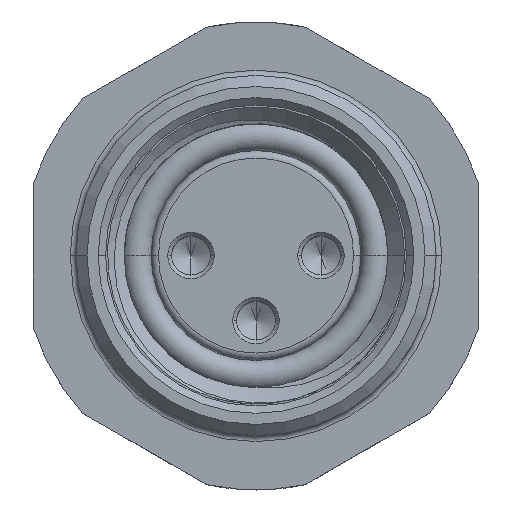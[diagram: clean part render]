
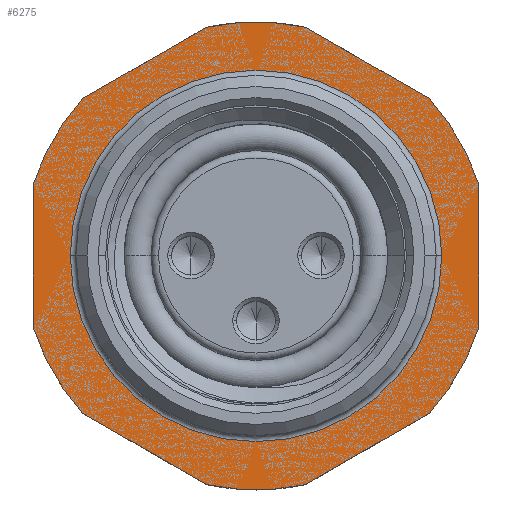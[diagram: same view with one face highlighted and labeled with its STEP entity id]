
A CAD part, top view. The second image highlights one B-rep face of the part: STEP entity #6275.
In plain terms, the highlighted planar face has unit normal (0, 0, 1).
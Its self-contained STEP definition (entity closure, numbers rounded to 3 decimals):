
#4010=CARTESIAN_POINT('',(0.,0.,-0.3));
#4011=DIRECTION('',(0.,0.,1.));
#4012=DIRECTION('',(0.212,0.977,0.));
#4013=AXIS2_PLACEMENT_3D('',#4010,#4011,#4012);
#4015=DIRECTION('',(-0.866,0.5,0.));
#4016=VECTOR('',#4015,3.842);
#4017=CARTESIAN_POINT('',(4.664,4.236,-0.3));
#4018=LINE('',#4017,#4016);
#4019=CARTESIAN_POINT('',(0.,0.,-0.3));
#4020=DIRECTION('',(0.,0.,1.));
#4021=DIRECTION('',(0.952,0.305,0.));
#4022=AXIS2_PLACEMENT_3D('',#4019,#4020,#4021);
#4024=DIRECTION('',(0.,1.,0.));
#4025=VECTOR('',#4024,3.842);
#4026=CARTESIAN_POINT('',(6.,-1.921,-0.3));
#4027=LINE('',#4026,#4025);
#4028=CARTESIAN_POINT('',(0.,0.,-0.3));
#4029=DIRECTION('',(0.,0.,1.));
#4030=DIRECTION('',(0.74,-0.672,0.));
#4031=AXIS2_PLACEMENT_3D('',#4028,#4029,#4030);
#4033=DIRECTION('',(0.866,0.5,0.));
#4034=VECTOR('',#4033,3.842);
#4035=CARTESIAN_POINT('',(1.336,-6.157,-0.3));
#4036=LINE('',#4035,#4034);
#4037=CARTESIAN_POINT('',(0.,0.,-0.3));
#4038=DIRECTION('',(0.,0.,1.));
#4039=DIRECTION('',(-0.212,-0.977,0.));
#4040=AXIS2_PLACEMENT_3D('',#4037,#4038,#4039);
#4042=DIRECTION('',(0.866,-0.5,0.));
#4043=VECTOR('',#4042,3.842);
#4044=CARTESIAN_POINT('',(-4.664,-4.236,-0.3));
#4045=LINE('',#4044,#4043);
#4046=CARTESIAN_POINT('',(0.,0.,-0.3));
#4047=DIRECTION('',(0.,0.,1.));
#4048=DIRECTION('',(-0.952,-0.305,0.));
#4049=AXIS2_PLACEMENT_3D('',#4046,#4047,#4048);
#4051=DIRECTION('',(0.,-1.,0.));
#4052=VECTOR('',#4051,3.842);
#4053=CARTESIAN_POINT('',(-6.,1.921,-0.3));
#4054=LINE('',#4053,#4052);
#4055=CARTESIAN_POINT('',(0.,0.,-0.3));
#4056=DIRECTION('',(0.,0.,1.));
#4057=DIRECTION('',(-0.74,0.672,0.));
#4058=AXIS2_PLACEMENT_3D('',#4055,#4056,#4057);
#4060=DIRECTION('',(-0.866,-0.5,0.));
#4061=VECTOR('',#4060,3.842);
#4062=CARTESIAN_POINT('',(-1.336,6.157,-0.3));
#4063=LINE('',#4062,#4061);
#4064=CARTESIAN_POINT('',(0.,0.,-0.3));
#4065=DIRECTION('',(0.,0.,1.));
#4066=DIRECTION('',(-1.,0.,0.));
#4067=AXIS2_PLACEMENT_3D('',#4064,#4065,#4066);
#4069=CARTESIAN_POINT('',(0.,0.,-0.3));
#4070=DIRECTION('',(0.,0.,1.));
#4071=DIRECTION('',(1.,0.,0.));
#4072=AXIS2_PLACEMENT_3D('',#4069,#4070,#4071);
#5686=CARTESIAN_POINT('',(1.336,6.157,-0.3));
#5687=CARTESIAN_POINT('',(-1.336,6.157,-0.3));
#5688=VERTEX_POINT('',#5686);
#5689=VERTEX_POINT('',#5687);
#5690=CARTESIAN_POINT('',(-4.664,4.236,-0.3));
#5691=VERTEX_POINT('',#5690);
#5692=CARTESIAN_POINT('',(-6.,1.921,-0.3));
#5693=VERTEX_POINT('',#5692);
#5694=CARTESIAN_POINT('',(-6.,-1.921,-0.3));
#5695=VERTEX_POINT('',#5694);
#5696=CARTESIAN_POINT('',(-4.664,-4.236,-0.3));
#5697=VERTEX_POINT('',#5696);
#5698=CARTESIAN_POINT('',(-1.336,-6.157,-0.3));
#5699=VERTEX_POINT('',#5698);
#5700=CARTESIAN_POINT('',(1.336,-6.157,-0.3));
#5701=VERTEX_POINT('',#5700);
#5702=CARTESIAN_POINT('',(4.664,-4.236,-0.3));
#5703=VERTEX_POINT('',#5702);
#5704=CARTESIAN_POINT('',(6.,-1.921,-0.3));
#5705=VERTEX_POINT('',#5704);
#5706=CARTESIAN_POINT('',(6.,1.921,-0.3));
#5707=VERTEX_POINT('',#5706);
#5708=CARTESIAN_POINT('',(4.664,4.236,-0.3));
#5709=VERTEX_POINT('',#5708);
#5756=CARTESIAN_POINT('',(5.,0.,-0.3));
#5757=CARTESIAN_POINT('',(-5.,0.,-0.3));
#5758=VERTEX_POINT('',#5756);
#5759=VERTEX_POINT('',#5757);
#6238=CARTESIAN_POINT('',(0.,0.,-0.3));
#6239=DIRECTION('',(0.,0.,1.));
#6240=DIRECTION('',(1.,0.,0.));
#6241=AXIS2_PLACEMENT_3D('',#6238,#6239,#6240);
#6242=PLANE('',#6241);
#6244=ORIENTED_EDGE('',*,*,#6243,.F.);
#6246=ORIENTED_EDGE('',*,*,#6245,.F.);
#6248=ORIENTED_EDGE('',*,*,#6247,.F.);
#6250=ORIENTED_EDGE('',*,*,#6249,.F.);
#6252=ORIENTED_EDGE('',*,*,#6251,.F.);
#6254=ORIENTED_EDGE('',*,*,#6253,.F.);
#6256=ORIENTED_EDGE('',*,*,#6255,.F.);
#6258=ORIENTED_EDGE('',*,*,#6257,.F.);
#6260=ORIENTED_EDGE('',*,*,#6259,.F.);
#6262=ORIENTED_EDGE('',*,*,#6261,.F.);
#6264=ORIENTED_EDGE('',*,*,#6263,.F.);
#6266=ORIENTED_EDGE('',*,*,#6265,.F.);
#6267=EDGE_LOOP('',(#6244,#6246,#6248,#6250,#6252,#6254,#6256,#6258,#6260,#6262,
#6264,#6266));
#6268=FACE_OUTER_BOUND('',#6267,.F.);
#6270=ORIENTED_EDGE('',*,*,#6269,.T.);
#6272=ORIENTED_EDGE('',*,*,#6271,.T.);
#6273=EDGE_LOOP('',(#6270,#6272));
#6274=FACE_BOUND('',#6273,.F.);
#4014=CIRCLE('',#4013,6.3);
#4023=CIRCLE('',#4022,6.3);
#4032=CIRCLE('',#4031,6.3);
#4041=CIRCLE('',#4040,6.3);
#4050=CIRCLE('',#4049,6.3);
#4059=CIRCLE('',#4058,6.3);
#4068=CIRCLE('',#4067,5.);
#4073=CIRCLE('',#4072,5.);
#6243=EDGE_CURVE('',#5688,#5689,#4014,.T.);
#6245=EDGE_CURVE('',#5709,#5688,#4018,.T.);
#6247=EDGE_CURVE('',#5707,#5709,#4023,.T.);
#6249=EDGE_CURVE('',#5705,#5707,#4027,.T.);
#6251=EDGE_CURVE('',#5703,#5705,#4032,.T.);
#6253=EDGE_CURVE('',#5701,#5703,#4036,.T.);
#6255=EDGE_CURVE('',#5699,#5701,#4041,.T.);
#6257=EDGE_CURVE('',#5697,#5699,#4045,.T.);
#6259=EDGE_CURVE('',#5695,#5697,#4050,.T.);
#6261=EDGE_CURVE('',#5693,#5695,#4054,.T.);
#6263=EDGE_CURVE('',#5691,#5693,#4059,.T.);
#6265=EDGE_CURVE('',#5689,#5691,#4063,.T.);
#6269=EDGE_CURVE('',#5759,#5758,#4068,.T.);
#6271=EDGE_CURVE('',#5758,#5759,#4073,.T.);
#6275=ADVANCED_FACE('',(#6268,#6274),#6242,.T.);
